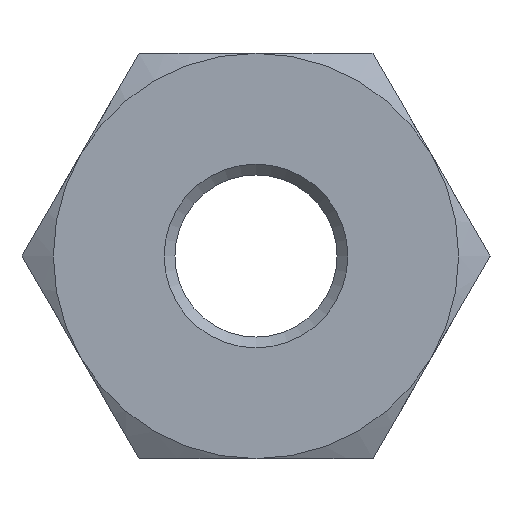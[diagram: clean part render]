
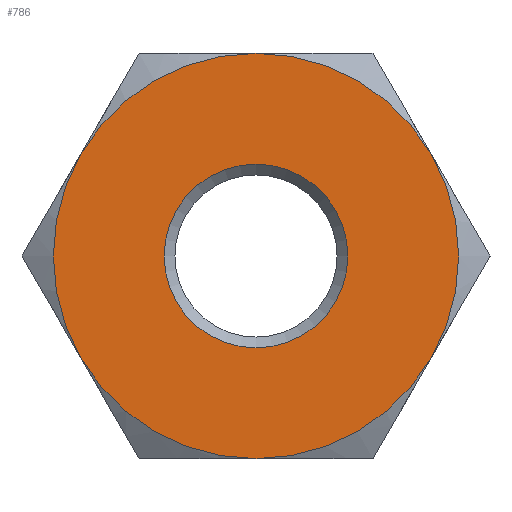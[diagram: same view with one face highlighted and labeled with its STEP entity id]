
A CAD part, front view. The second image highlights one B-rep face of the part: STEP entity #786.
In plain terms, the highlighted planar face has unit normal (0, -1, 0).
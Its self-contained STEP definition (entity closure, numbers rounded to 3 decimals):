
#1 = ORIENTED_EDGE ( 'NONE', *, *, #369, .T. ) ;
#16 = VERTEX_POINT ( 'NONE', #407 ) ;
#27 = EDGE_LOOP ( 'NONE', ( #105 ) ) ;
#36 = VERTEX_POINT ( 'NONE', #457 ) ;
#44 = VERTEX_POINT ( 'NONE', #427 ) ;
#51 = VERTEX_POINT ( 'NONE', #431 ) ;
#56 = ORIENTED_EDGE ( 'NONE', *, *, #374, .T. ) ;
#85 = ORIENTED_EDGE ( 'NONE', *, *, #370, .T. ) ;
#91 = VERTEX_POINT ( 'NONE', #436 ) ;
#105 = ORIENTED_EDGE ( 'NONE', *, *, #376, .F. ) ;
#114 = VERTEX_POINT ( 'NONE', #595 ) ;
#153 = FACE_OUTER_BOUND ( 'NONE', #243, .T. ) ;
#173 = FACE_BOUND ( 'NONE', #27, .T. ) ;
#182 = VERTEX_POINT ( 'NONE', #379 ) ;
#186 = CIRCLE ( 'NONE', #318, 22.5 ) ;
#190 = CIRCLE ( 'NONE', #316, 10.2 ) ;
#191 = CIRCLE ( 'NONE', #321, 22.5 ) ;
#193 = CIRCLE ( 'NONE', #323, 22.5 ) ;
#194 = CIRCLE ( 'NONE', #320, 22.5 ) ;
#195 = CIRCLE ( 'NONE', #319, 22.5 ) ;
#211 = ORIENTED_EDGE ( 'NONE', *, *, #371, .T. ) ;
#228 = ORIENTED_EDGE ( 'NONE', *, *, #372, .T. ) ;
#236 = ORIENTED_EDGE ( 'NONE', *, *, #373, .T. ) ;
#243 = EDGE_LOOP ( 'NONE', ( #236, #56, #1, #85, #211, #228 ) ) ;
#258 = CIRCLE ( 'NONE', #322, 22.5 ) ;
#297 = AXIS2_PLACEMENT_3D ( 'NONE', #541, #543, #518 ) ;
#316 = AXIS2_PLACEMENT_3D ( 'NONE', #575, #572, #573 ) ;
#318 = AXIS2_PLACEMENT_3D ( 'NONE', #589, #586, #584 ) ;
#319 = AXIS2_PLACEMENT_3D ( 'NONE', #594, #592, #593 ) ;
#320 = AXIS2_PLACEMENT_3D ( 'NONE', #599, #597, #596 ) ;
#321 = AXIS2_PLACEMENT_3D ( 'NONE', #602, #601, #600 ) ;
#322 = AXIS2_PLACEMENT_3D ( 'NONE', #605, #604, #603 ) ;
#323 = AXIS2_PLACEMENT_3D ( 'NONE', #609, #608, #607 ) ;
#369 = EDGE_CURVE ( 'NONE', #51, #44, #193, .T. ) ;
#370 = EDGE_CURVE ( 'NONE', #44, #182, #258, .T. ) ;
#371 = EDGE_CURVE ( 'NONE', #182, #91, #191, .T. ) ;
#372 = EDGE_CURVE ( 'NONE', #91, #36, #194, .T. ) ;
#373 = EDGE_CURVE ( 'NONE', #36, #16, #195, .T. ) ;
#374 = EDGE_CURVE ( 'NONE', #16, #51, #186, .T. ) ;
#376 = EDGE_CURVE ( 'NONE', #114, #114, #190, .T. ) ;
#379 = CARTESIAN_POINT ( 'NONE',  ( 19.486, 0., 11.25 ) ) ;
#407 = CARTESIAN_POINT ( 'NONE',  ( -19.486, 0., -11.25 ) ) ;
#427 = CARTESIAN_POINT ( 'NONE',  ( 19.486, 0., -11.25 ) ) ;
#431 = CARTESIAN_POINT ( 'NONE',  ( 0., 0., -22.5 ) ) ;
#436 = CARTESIAN_POINT ( 'NONE',  ( 0., 0., 22.5 ) ) ;
#457 = CARTESIAN_POINT ( 'NONE',  ( -19.486, 0., 11.25 ) ) ;
#518 = DIRECTION ( 'NONE',  ( 0., 0., -1. ) ) ;
#538 = PLANE ( 'NONE',  #297 ) ;
#541 = CARTESIAN_POINT ( 'NONE',  ( -22.77, 0., 22.77 ) ) ;
#543 = DIRECTION ( 'NONE',  ( 0., -1., 0. ) ) ;
#572 = DIRECTION ( 'NONE',  ( 0., -1., 0. ) ) ;
#573 = DIRECTION ( 'NONE',  ( 0., 0., -1. ) ) ;
#575 = CARTESIAN_POINT ( 'NONE',  ( 0., 0., 0. ) ) ;
#584 = DIRECTION ( 'NONE',  ( 0., 0., 1. ) ) ;
#586 = DIRECTION ( 'NONE',  ( 0., -1., 0. ) ) ;
#589 = CARTESIAN_POINT ( 'NONE',  ( 0., 0., 0. ) ) ;
#592 = DIRECTION ( 'NONE',  ( 0., -1., 0. ) ) ;
#593 = DIRECTION ( 'NONE',  ( 0., 0., 1. ) ) ;
#594 = CARTESIAN_POINT ( 'NONE',  ( 0., 0., 0. ) ) ;
#595 = CARTESIAN_POINT ( 'NONE',  ( 0., 0., -10.2 ) ) ;
#596 = DIRECTION ( 'NONE',  ( 0., 0., 1. ) ) ;
#597 = DIRECTION ( 'NONE',  ( 0., -1., 0. ) ) ;
#599 = CARTESIAN_POINT ( 'NONE',  ( 0., 0., 0. ) ) ;
#600 = DIRECTION ( 'NONE',  ( 0., 0., 1. ) ) ;
#601 = DIRECTION ( 'NONE',  ( 0., -1., 0. ) ) ;
#602 = CARTESIAN_POINT ( 'NONE',  ( 0., 0., 0. ) ) ;
#603 = DIRECTION ( 'NONE',  ( 0., 0., 1. ) ) ;
#604 = DIRECTION ( 'NONE',  ( 0., -1., 0. ) ) ;
#605 = CARTESIAN_POINT ( 'NONE',  ( 0., 0., 0. ) ) ;
#607 = DIRECTION ( 'NONE',  ( 0., 0., 1. ) ) ;
#608 = DIRECTION ( 'NONE',  ( 0., -1., 0. ) ) ;
#609 = CARTESIAN_POINT ( 'NONE',  ( 0., 0., 0. ) ) ;
#786 = ADVANCED_FACE ( 'NONE', ( #173, #153 ), #538, .T. ) ;
